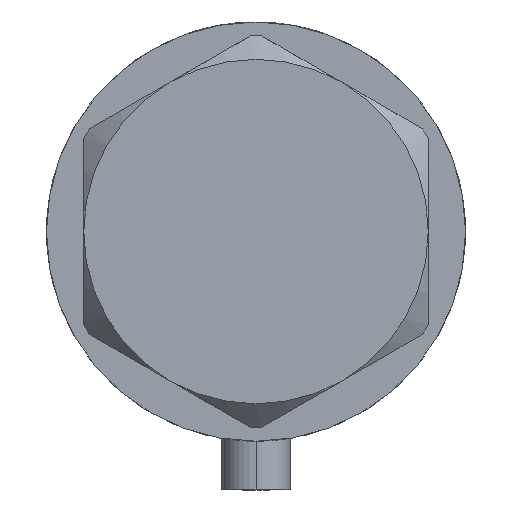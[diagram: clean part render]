
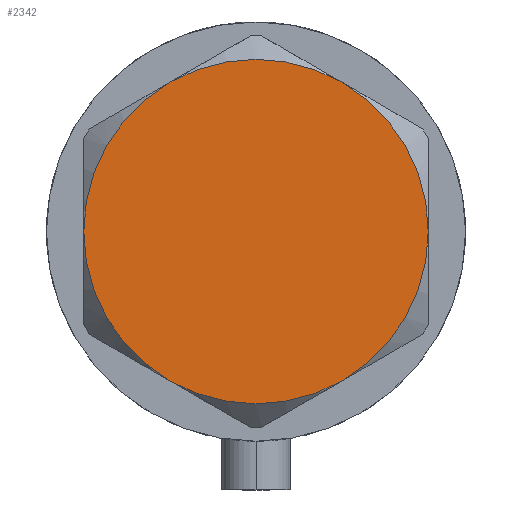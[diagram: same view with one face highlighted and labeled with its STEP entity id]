
A CAD part, left-side view. The second image highlights one B-rep face of the part: STEP entity #2342.
In plain terms, the highlighted face is planar.
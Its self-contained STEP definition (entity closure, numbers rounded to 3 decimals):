
#145 = FACE_OUTER_BOUND ( 'NONE', #2577, .T. ) ;
#167 = DIRECTION ( 'NONE',  ( 0., 0., 1. ) ) ;
#210 = DIRECTION ( 'NONE',  ( 0., 0., 1. ) ) ;
#294 = CARTESIAN_POINT ( 'NONE',  ( 15., 25.981, 14.5 ) ) ;
#310 = ORIENTED_EDGE ( 'NONE', *, *, #817, .T. ) ;
#500 = DIRECTION ( 'NONE',  ( 1., 0., 0. ) ) ;
#691 = DIRECTION ( 'NONE',  ( 1., 0., 0. ) ) ;
#817 = EDGE_CURVE ( 'NONE', #3615, #1166, #1498, .T. ) ;
#876 = AXIS2_PLACEMENT_3D ( 'NONE', #4234, #2571, #4188 ) ;
#1027 = DIRECTION ( 'NONE',  ( 0., 0., 1. ) ) ;
#1166 = VERTEX_POINT ( 'NONE', #2991 ) ;
#1245 = DIRECTION ( 'NONE',  ( 0., 0., 1. ) ) ;
#1265 = CARTESIAN_POINT ( 'NONE',  ( 0., 0., 14.5 ) ) ;
#1457 = ORIENTED_EDGE ( 'NONE', *, *, #1906, .T. ) ;
#1498 = CIRCLE ( 'NONE', #4174, 30. ) ;
#1651 = CIRCLE ( 'NONE', #4116, 30. ) ;
#1764 = DIRECTION ( 'NONE',  ( 1., 0., 0. ) ) ;
#1793 = AXIS2_PLACEMENT_3D ( 'NONE', #3181, #3504, #1764 ) ;
#1834 = ORIENTED_EDGE ( 'NONE', *, *, #4250, .T. ) ;
#1877 = AXIS2_PLACEMENT_3D ( 'NONE', #2600, #210, #3926 ) ;
#1906 = EDGE_CURVE ( 'NONE', #1166, #4321, #3737, .T. ) ;
#1917 = DIRECTION ( 'NONE',  ( 1., 0., 0. ) ) ;
#2002 = CARTESIAN_POINT ( 'NONE',  ( 0., 0., 14.5 ) ) ;
#2137 = DIRECTION ( 'NONE',  ( 0., 0., 1. ) ) ;
#2259 = CIRCLE ( 'NONE', #876, 30. ) ;
#2276 = CARTESIAN_POINT ( 'NONE',  ( -30., 0., 14.5 ) ) ;
#2288 = ORIENTED_EDGE ( 'NONE', *, *, #2393, .T. ) ;
#2342 = ADVANCED_FACE ( 'NONE', ( #145 ), #4295, .T. ) ;
#2393 = EDGE_CURVE ( 'NONE', #3094, #3615, #3741, .T. ) ;
#2550 = CARTESIAN_POINT ( 'NONE',  ( 0., 0., 14.5 ) ) ;
#2564 = CARTESIAN_POINT ( 'NONE',  ( 0., 0., 14.5 ) ) ;
#2571 = DIRECTION ( 'NONE',  ( 0., 0., 1. ) ) ;
#2577 = EDGE_LOOP ( 'NONE', ( #1834, #4139, #3467, #2288, #310, #1457 ) ) ;
#2600 = CARTESIAN_POINT ( 'NONE',  ( 0., 0., 14.5 ) ) ;
#2633 = DIRECTION ( 'NONE',  ( 1., 0., 0. ) ) ;
#2689 = CARTESIAN_POINT ( 'NONE',  ( -15., 25.981, 14.5 ) ) ;
#2839 = CARTESIAN_POINT ( 'NONE',  ( 15., -25.981, 14.5 ) ) ;
#2991 = CARTESIAN_POINT ( 'NONE',  ( -15., -25.981, 14.5 ) ) ;
#3074 = EDGE_CURVE ( 'NONE', #3380, #3094, #1651, .T. ) ;
#3094 = VERTEX_POINT ( 'NONE', #2689 ) ;
#3181 = CARTESIAN_POINT ( 'NONE',  ( 0., 0., 14.5 ) ) ;
#3204 = VERTEX_POINT ( 'NONE', #4244 ) ;
#3380 = VERTEX_POINT ( 'NONE', #294 ) ;
#3467 = ORIENTED_EDGE ( 'NONE', *, *, #3074, .T. ) ;
#3469 = AXIS2_PLACEMENT_3D ( 'NONE', #2564, #167, #1917 ) ;
#3504 = DIRECTION ( 'NONE',  ( 0., 0., 1. ) ) ;
#3562 = CIRCLE ( 'NONE', #3755, 30. ) ;
#3615 = VERTEX_POINT ( 'NONE', #2276 ) ;
#3737 = CIRCLE ( 'NONE', #1793, 30. ) ;
#3741 = CIRCLE ( 'NONE', #3469, 30. ) ;
#3755 = AXIS2_PLACEMENT_3D ( 'NONE', #2550, #2137, #500 ) ;
#3926 = DIRECTION ( 'NONE',  ( 1., 0., 0. ) ) ;
#4116 = AXIS2_PLACEMENT_3D ( 'NONE', #2002, #1027, #691 ) ;
#4139 = ORIENTED_EDGE ( 'NONE', *, *, #4308, .T. ) ;
#4174 = AXIS2_PLACEMENT_3D ( 'NONE', #1265, #1245, #2633 ) ;
#4188 = DIRECTION ( 'NONE',  ( 1., 0., 0. ) ) ;
#4234 = CARTESIAN_POINT ( 'NONE',  ( 0., 0., 14.5 ) ) ;
#4244 = CARTESIAN_POINT ( 'NONE',  ( 30., 0., 14.5 ) ) ;
#4250 = EDGE_CURVE ( 'NONE', #4321, #3204, #2259, .T. ) ;
#4295 = PLANE ( 'NONE',  #1877 ) ;
#4308 = EDGE_CURVE ( 'NONE', #3204, #3380, #3562, .T. ) ;
#4321 = VERTEX_POINT ( 'NONE', #2839 ) ;
